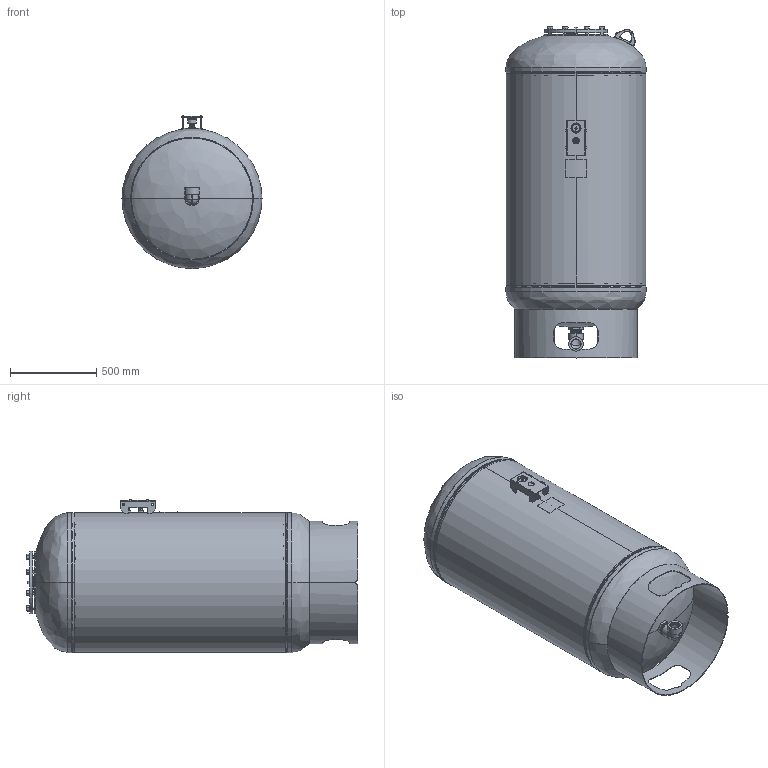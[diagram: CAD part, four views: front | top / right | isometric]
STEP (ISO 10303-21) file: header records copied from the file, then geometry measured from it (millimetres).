
FILE_DESCRIPTION (( 'STEP AP203' ), '1' );
FILE_NAME ('TXA-800L.STEP', '2021-03-10T21:46:32', ( '' ), ( '' ), 'SwSTEP 2.0', 'SolidWorks 2021', '' );
FILE_SCHEMA (( 'CONFIG_CONTROL_DESIGN' ));
Length unit declared in the file: inch
Products named in the file (27): 9500030; 9500000; 99B1370; 99K0777; 07200310_5081T17; 9800620_HHNUT 0.6250-11-D-N; 9800460_03-34; TXA-800L; 9200208; 9421035; 99K0776; 99H1929_4788K418; 99C0359; 9400508; 9400102; 9800477; 9800448; 9400579; PLUGS_9500140; 9500010; 9400542; 9800532; 9800446; 9600830_32" VERT; 9800401_9800400; 9800564
Assembly tree (42 placements, depth 3):
  TXA-800L
    99B1370
    9200208
    9200208
    9500000
    9500010
    9500030
    9800460_03-34
    07200310_5081T17
    9800401_9800400
    PLUGS_9500140  x2
    9400102
    99C0359
    9800532  x8
    9800620_HHNUT 0.6250-11-D-N  x8
    9800477
    9400542
    9400508
    9400579
      99H1929_4788K418
      9800446
      9800448
    9800564
    9421035
    99K0776  x2
    99K0777
    9600830_32" VERT
Bounding box: 812.8 x 1926.21 x 889.46 mm (x, y, z)
Volume: 22639824 mm3; surface area: 11260651.7 mm2
Topology: 44 solids, 44 shells, 1682 faces, 3895 edges, 2299 vertices
Faces by surface type: cone 628, cylinder 601, plane 332, torus 76, bspline 37, sphere 8
Full cylindrical faces by diameter (mm): 703.885 x1, 711.2 x1
Entity records: 62107 total; most frequent: CARTESIAN_POINT 26561, DIRECTION 6885, ORIENTED_EDGE 6566, EDGE_CURVE 3283, AXIS2_PLACEMENT_3D 2761, VERTEX_POINT 1945, EDGE_LOOP 1640, ADVANCED_FACE 1409
